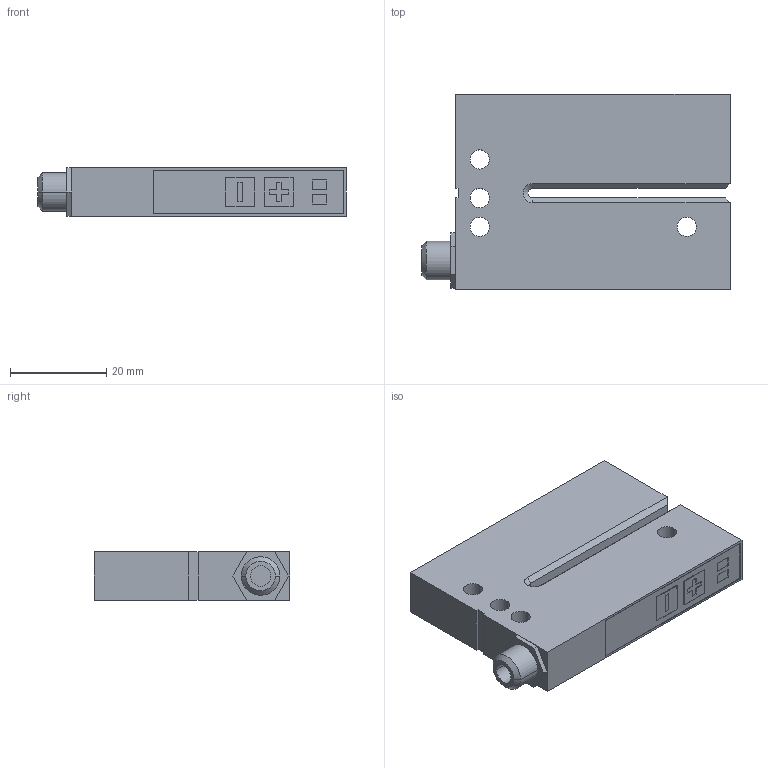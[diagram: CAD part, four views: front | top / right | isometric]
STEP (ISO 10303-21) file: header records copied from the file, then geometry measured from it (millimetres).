
FILE_DESCRIPTION(('STEP AP242'),'1');
FILE_NAME('fork_xuyfalnep40002.stp','2021-09-28T12:45:42',('TraceParts'),('TraceParts S.A.'),'Spatial InterOp 3D',' ',' ');
FILE_SCHEMA(('AP242_MANAGED_MODEL_BASED_3D_ENGINEERING_MIM_LF {1 0 10303 442 1 1 4}'));
Length unit declared in the file: millimetre
Products named in the file (1): fork_xuyfalnep40002
Bounding box: 64 x 40.5 x 10 mm (x, y, z)
Volume: 21907.1 mm3; surface area: 7797.2 mm2
Topology: 1 solids, 1 shells, 95 faces, 233 edges, 152 vertices
Faces by surface type: plane 73, cylinder 18, cone 4
Entity records: 3576 total; most frequent: CARTESIAN_POINT 504, ORIENTED_EDGE 466, DIRECTION 461, EDGE_CURVE 233, LINE 193, VECTOR 193, VERTEX_POINT 152, AXIS2_PLACEMENT_3D 134
